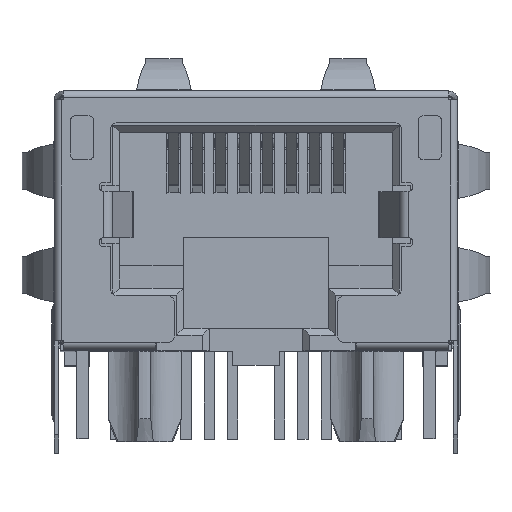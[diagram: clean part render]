
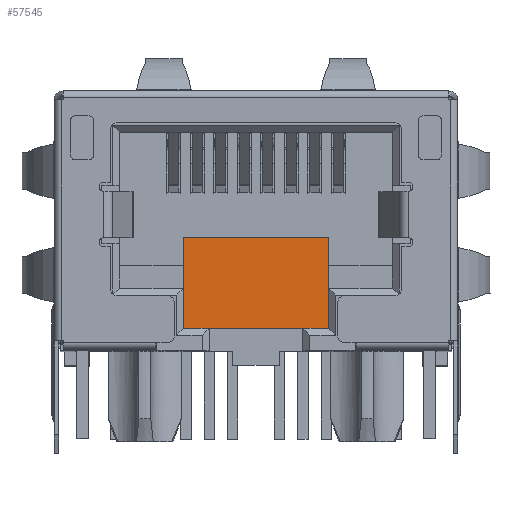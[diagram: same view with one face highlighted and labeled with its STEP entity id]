
A CAD part, top view. The second image highlights one B-rep face of the part: STEP entity #57545.
In plain terms, the highlighted planar face has unit normal (0, 0, 1).
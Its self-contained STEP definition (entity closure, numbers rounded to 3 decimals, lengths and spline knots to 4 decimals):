
#2420 = VECTOR ( 'NONE', #57251, 1000. ) ;
#5568 = AXIS2_PLACEMENT_3D ( 'NONE', #77497, #23460, #41602 ) ;
#5868 = ORIENTED_EDGE ( 'NONE', *, *, #30380, .F. ) ;
#5878 = CARTESIAN_POINT ( 'NONE',  ( 3.15, -10.32, -11. ) ) ;
#7606 = ORIENTED_EDGE ( 'NONE', *, *, #26811, .F. ) ;
#8211 = VECTOR ( 'NONE', #22553, 1000. ) ;
#9045 = VECTOR ( 'NONE', #12436, 1000. ) ;
#11875 = VERTEX_POINT ( 'NONE', #54773 ) ;
#12436 = DIRECTION ( 'NONE',  ( 0., -1., 0. ) ) ;
#14502 = LINE ( 'NONE', #44346, #2420 ) ;
#18525 = DIRECTION ( 'NONE',  ( 0., 1., 0. ) ) ;
#19493 = ORIENTED_EDGE ( 'NONE', *, *, #43878, .F. ) ;
#21861 = VERTEX_POINT ( 'NONE', #71211 ) ;
#22553 = DIRECTION ( 'NONE',  ( -1., 0., 0. ) ) ;
#23460 = DIRECTION ( 'NONE',  ( 0., 0., 1. ) ) ;
#26811 = EDGE_CURVE ( 'NONE', #11875, #21861, #35195, .T. ) ;
#28595 = CARTESIAN_POINT ( 'NONE',  ( 3.15, -10.32, -11. ) ) ;
#30182 = CARTESIAN_POINT ( 'NONE',  ( 3.15, -6.38, -11. ) ) ;
#30380 = EDGE_CURVE ( 'NONE', #21861, #34055, #14502, .T. ) ;
#31790 = EDGE_CURVE ( 'NONE', #34055, #61826, #54008, .T. ) ;
#34055 = VERTEX_POINT ( 'NONE', #58080 ) ;
#34952 = EDGE_LOOP ( 'NONE', ( #5868, #7606, #19493, #46866 ) ) ;
#35195 = LINE ( 'NONE', #52945, #70483 ) ;
#41201 = FACE_OUTER_BOUND ( 'NONE', #34952, .T. ) ;
#41602 = DIRECTION ( 'NONE',  ( 1., 0., 0. ) ) ;
#43878 = EDGE_CURVE ( 'NONE', #61826, #11875, #53600, .T. ) ;
#44346 = CARTESIAN_POINT ( 'NONE',  ( -3.15, -6.38, -11. ) ) ;
#46866 = ORIENTED_EDGE ( 'NONE', *, *, #31790, .F. ) ;
#52945 = CARTESIAN_POINT ( 'NONE',  ( -3.15, -10.32, -11. ) ) ;
#53600 = LINE ( 'NONE', #28595, #8211 ) ;
#54008 = LINE ( 'NONE', #30182, #9045 ) ;
#54773 = CARTESIAN_POINT ( 'NONE',  ( -3.15, -10.32, -11. ) ) ;
#57251 = DIRECTION ( 'NONE',  ( 1., 0., 0. ) ) ;
#57545 = ADVANCED_FACE ( 'NONE', ( #41201 ), #78692, .T. ) ;
#58080 = CARTESIAN_POINT ( 'NONE',  ( 3.15, -6.38, -11. ) ) ;
#61826 = VERTEX_POINT ( 'NONE', #5878 ) ;
#70483 = VECTOR ( 'NONE', #18525, 1000. ) ;
#71211 = CARTESIAN_POINT ( 'NONE',  ( -3.15, -6.38, -11. ) ) ;
#77497 = CARTESIAN_POINT ( 'NONE',  ( 0., -8.35, -11. ) ) ;
#78692 = PLANE ( 'NONE',  #5568 ) ;
